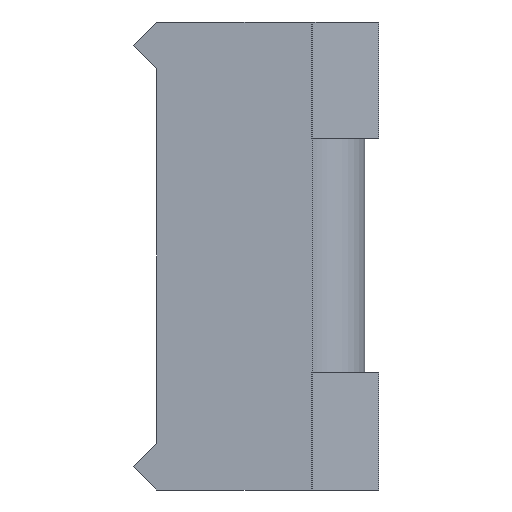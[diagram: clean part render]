
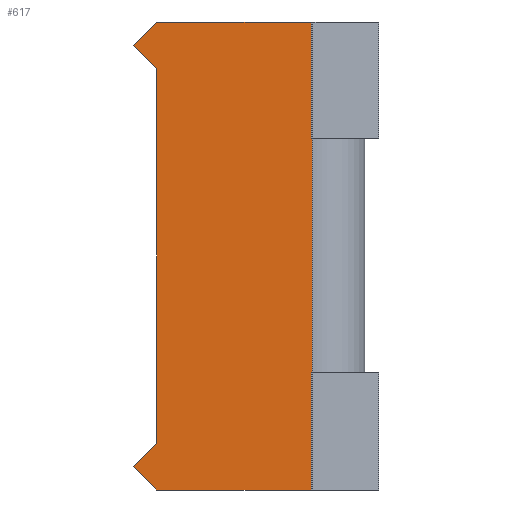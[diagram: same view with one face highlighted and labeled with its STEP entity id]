
A CAD part, left-side view. The second image highlights one B-rep face of the part: STEP entity #617.
In plain terms, the highlighted planar face has unit normal (-1, 0, 0).
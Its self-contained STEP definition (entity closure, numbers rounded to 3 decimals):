
#11 = ORIENTED_EDGE ( 'NONE', *, *, #248, .T. ) ;
#29 = DIRECTION ( 'NONE',  ( 0., 0.707, 0.707 ) ) ;
#35 = VERTEX_POINT ( 'NONE', #716 ) ;
#44 = VECTOR ( 'NONE', #341, 1000. ) ;
#57 = LINE ( 'NONE', #522, #356 ) ;
#67 = VERTEX_POINT ( 'NONE', #711 ) ;
#76 = CARTESIAN_POINT ( 'NONE',  ( 0., 6.65, 10. ) ) ;
#84 = VERTEX_POINT ( 'NONE', #1127 ) ;
#103 = VERTEX_POINT ( 'NONE', #1119 ) ;
#142 = LINE ( 'NONE', #790, #999 ) ;
#163 = ORIENTED_EDGE ( 'NONE', *, *, #404, .F. ) ;
#165 = LINE ( 'NONE', #891, #651 ) ;
#167 = EDGE_LOOP ( 'NONE', ( #293, #405, #352, #883, #863, #1100, #163, #11, #647, #252, #282, #214 ) ) ;
#214 = ORIENTED_EDGE ( 'NONE', *, *, #232, .F. ) ;
#217 = EDGE_CURVE ( 'NONE', #35, #269, #977, .T. ) ;
#224 = VERTEX_POINT ( 'NONE', #783 ) ;
#232 = EDGE_CURVE ( 'NONE', #489, #747, #963, .T. ) ;
#244 = VERTEX_POINT ( 'NONE', #743 ) ;
#248 = EDGE_CURVE ( 'NONE', #290, #67, #956, .T. ) ;
#252 = ORIENTED_EDGE ( 'NONE', *, *, #517, .F. ) ;
#269 = VERTEX_POINT ( 'NONE', #713 ) ;
#282 = ORIENTED_EDGE ( 'NONE', *, *, #318, .F. ) ;
#290 = VERTEX_POINT ( 'NONE', #684 ) ;
#293 = ORIENTED_EDGE ( 'NONE', *, *, #825, .F. ) ;
#310 = VERTEX_POINT ( 'NONE', #1005 ) ;
#318 = EDGE_CURVE ( 'NONE', #747, #224, #786, .T. ) ;
#333 = LINE ( 'NONE', #1027, #738 ) ;
#340 = VERTEX_POINT ( 'NONE', #673 ) ;
#341 = DIRECTION ( 'NONE',  ( 0., 1., 0. ) ) ;
#352 = ORIENTED_EDGE ( 'NONE', *, *, #875, .T. ) ;
#353 = CARTESIAN_POINT ( 'NONE',  ( 0., 6.65, 8. ) ) ;
#356 = VECTOR ( 'NONE', #900, 1000. ) ;
#402 = PLANE ( 'NONE',  #493 ) ;
#404 = EDGE_CURVE ( 'NONE', #290, #35, #454, .T. ) ;
#405 = ORIENTED_EDGE ( 'NONE', *, *, #1153, .T. ) ;
#407 = CARTESIAN_POINT ( 'NONE',  ( 0., 0., 5. ) ) ;
#411 = DIRECTION ( 'NONE',  ( -1., 0., 0. ) ) ;
#452 = DIRECTION ( 'NONE',  ( 0., 0., 1. ) ) ;
#453 = LINE ( 'NONE', #691, #477 ) ;
#454 = LINE ( 'NONE', #543, #457 ) ;
#457 = VECTOR ( 'NONE', #666, 1000. ) ;
#460 = LINE ( 'NONE', #912, #548 ) ;
#477 = VECTOR ( 'NONE', #817, 1000. ) ;
#489 = VERTEX_POINT ( 'NONE', #353 ) ;
#493 = AXIS2_PLACEMENT_3D ( 'NONE', #407, #411, #452 ) ;
#517 = EDGE_CURVE ( 'NONE', #224, #103, #453, .T. ) ;
#522 = CARTESIAN_POINT ( 'NONE',  ( 0., 7.65, -10. ) ) ;
#533 = DIRECTION ( 'NONE',  ( 0., -0.707, 0.707 ) ) ;
#543 = CARTESIAN_POINT ( 'NONE',  ( 0., 0., 5. ) ) ;
#548 = VECTOR ( 'NONE', #569, 1000. ) ;
#556 = EDGE_CURVE ( 'NONE', #310, #269, #333, .T. ) ;
#569 = DIRECTION ( 'NONE',  ( 0., 0.707, -0.707 ) ) ;
#593 = EDGE_CURVE ( 'NONE', #340, #310, #57, .T. ) ;
#617 = ADVANCED_FACE ( 'NONE', ( #1026 ), #402, .T. ) ;
#647 = ORIENTED_EDGE ( 'NONE', *, *, #1136, .F. ) ;
#651 = VECTOR ( 'NONE', #870, 1000. ) ;
#666 = DIRECTION ( 'NONE',  ( 0., 0., -1. ) ) ;
#673 = CARTESIAN_POINT ( 'NONE',  ( 0., 6.65, -10. ) ) ;
#684 = CARTESIAN_POINT ( 'NONE',  ( 0., 0., 5. ) ) ;
#691 = CARTESIAN_POINT ( 'NONE',  ( 0., 7.65, 10. ) ) ;
#711 = CARTESIAN_POINT ( 'NONE',  ( 0., 0.035, 5. ) ) ;
#713 = CARTESIAN_POINT ( 'NONE',  ( 0., 0.035, -5. ) ) ;
#716 = CARTESIAN_POINT ( 'NONE',  ( 0., 0., -5. ) ) ;
#735 = DIRECTION ( 'NONE',  ( 0., 1., 0. ) ) ;
#738 = VECTOR ( 'NONE', #1020, 1000. ) ;
#743 = CARTESIAN_POINT ( 'NONE',  ( 0., 6.65, -8. ) ) ;
#747 = VERTEX_POINT ( 'NONE', #1147 ) ;
#753 = CARTESIAN_POINT ( 'NONE',  ( 0., 0., 5. ) ) ;
#771 = CARTESIAN_POINT ( 'NONE',  ( 0., 6.65, 8. ) ) ;
#783 = CARTESIAN_POINT ( 'NONE',  ( 0., 6.65, 10. ) ) ;
#786 = LINE ( 'NONE', #76, #789 ) ;
#789 = VECTOR ( 'NONE', #533, 1000. ) ;
#790 = CARTESIAN_POINT ( 'NONE',  ( 0., 0.035, 10. ) ) ;
#816 = VECTOR ( 'NONE', #735, 1000. ) ;
#817 = DIRECTION ( 'NONE',  ( 0., -1., 0. ) ) ;
#825 = EDGE_CURVE ( 'NONE', #244, #489, #835, .T. ) ;
#835 = LINE ( 'NONE', #771, #892 ) ;
#863 = ORIENTED_EDGE ( 'NONE', *, *, #556, .T. ) ;
#864 = CARTESIAN_POINT ( 'NONE',  ( 0., 7.65, 9. ) ) ;
#868 = DIRECTION ( 'NONE',  ( 0., 0., 1. ) ) ;
#870 = DIRECTION ( 'NONE',  ( 0., -0.707, -0.707 ) ) ;
#875 = EDGE_CURVE ( 'NONE', #84, #340, #165, .T. ) ;
#883 = ORIENTED_EDGE ( 'NONE', *, *, #593, .T. ) ;
#891 = CARTESIAN_POINT ( 'NONE',  ( 0., 6.65, -10. ) ) ;
#892 = VECTOR ( 'NONE', #868, 1000. ) ;
#900 = DIRECTION ( 'NONE',  ( 0., -1., 0. ) ) ;
#912 = CARTESIAN_POINT ( 'NONE',  ( 0., 7.65, -9. ) ) ;
#956 = LINE ( 'NONE', #753, #816 ) ;
#963 = LINE ( 'NONE', #864, #997 ) ;
#975 = DIRECTION ( 'NONE',  ( 0., 0., -1. ) ) ;
#977 = LINE ( 'NONE', #1135, #44 ) ;
#997 = VECTOR ( 'NONE', #29, 1000. ) ;
#999 = VECTOR ( 'NONE', #975, 1000. ) ;
#1005 = CARTESIAN_POINT ( 'NONE',  ( 0., 0.035, -10. ) ) ;
#1020 = DIRECTION ( 'NONE',  ( 0., 0., 1. ) ) ;
#1026 = FACE_OUTER_BOUND ( 'NONE', #167, .T. ) ;
#1027 = CARTESIAN_POINT ( 'NONE',  ( 0., 0.035, -10. ) ) ;
#1100 = ORIENTED_EDGE ( 'NONE', *, *, #217, .F. ) ;
#1119 = CARTESIAN_POINT ( 'NONE',  ( 0., 0.035, 10. ) ) ;
#1127 = CARTESIAN_POINT ( 'NONE',  ( 0., 7.65, -9. ) ) ;
#1135 = CARTESIAN_POINT ( 'NONE',  ( 0., 0., -5. ) ) ;
#1136 = EDGE_CURVE ( 'NONE', #103, #67, #142, .T. ) ;
#1147 = CARTESIAN_POINT ( 'NONE',  ( 0., 7.65, 9. ) ) ;
#1153 = EDGE_CURVE ( 'NONE', #244, #84, #460, .T. ) ;
